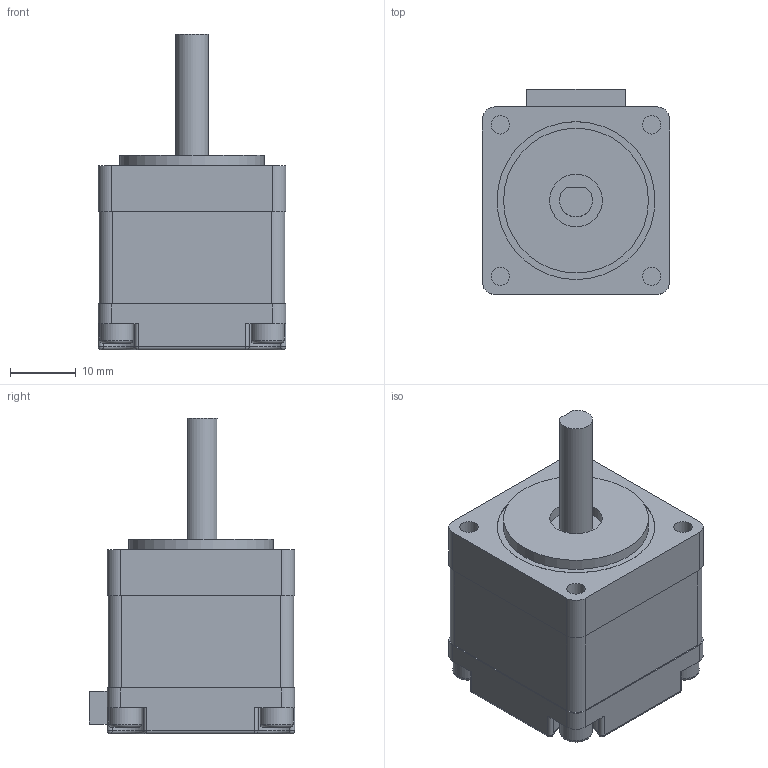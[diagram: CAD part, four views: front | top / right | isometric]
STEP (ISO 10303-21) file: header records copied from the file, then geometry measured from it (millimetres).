
FILE_DESCRIPTION(/* description */ ('STEP AP214'),/* implementation_level */ '2;1');
FILE_NAME(/* name */ 'Nema 11 28 v1.step',/* time_stamp */ '2025-08-04T09:38:11-04:00',/* author */ (''),/* organization */ (''),/* preprocessor_version */ 'ST-DEVELOPER v20.1',/* originating_system */ 'Autodesk Translation Framework v14.10.0.0',/* authorisation */ '');
FILE_SCHEMA (('AUTOMOTIVE_DESIGN { 1 0 10303 214 3 1 1 }'));
Length unit declared in the file: millimetre
Products named in the file (3): Nemaassem1; Nema11 Stepper Motor; Hex M3x20
Assembly tree (5 placements, depth 2):
  Nemaassem1
    Nema11 Stepper Motor
    Hex M3x20  x4
Bounding box: 28.5 x 31.2 x 48 mm (x, y, z)
Volume: 22954.9 mm3; surface area: 7452.2 mm2
Topology: 5 solids, 5 shells, 165 faces, 380 edges, 240 vertices
Faces by surface type: plane 102, cylinder 46, torus 9, sphere 8
Full cylindrical faces by diameter (mm): 2.8 x4, 3 x4, 5 x5, 8 x2, 22 x1, 24 x1
Entity records: 3848 total; most frequent: DIRECTION 657, CARTESIAN_POINT 611, ORIENTED_EDGE 582, EDGE_CURVE 291, AXIS2_PLACEMENT_3D 232, LINE 193, VECTOR 193, VERTEX_POINT 186
